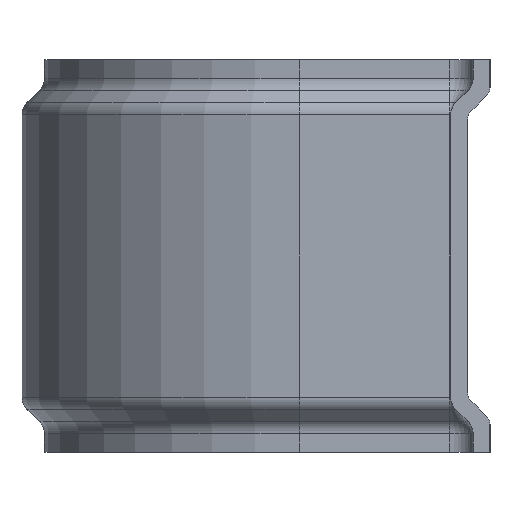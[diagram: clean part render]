
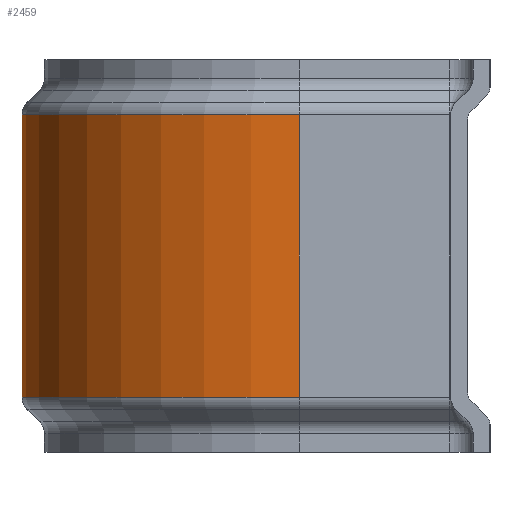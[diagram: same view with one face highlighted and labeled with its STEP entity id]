
A CAD part, left-side view. The second image highlights one B-rep face of the part: STEP entity #2459.
In plain terms, the highlighted cylindrical face has radius 24.7 mm (diameter 49.4 mm), a partial arc.
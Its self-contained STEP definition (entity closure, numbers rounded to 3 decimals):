
#6 = ORIENTED_EDGE ( 'NONE', *, *, #2510, .F. ) ;
#124 = CARTESIAN_POINT ( 'NONE',  ( 24.7, 17., 12.586 ) ) ;
#299 = DIRECTION ( 'NONE',  ( 0., 1., 0. ) ) ;
#353 = AXIS2_PLACEMENT_3D ( 'NONE', #2116, #1547, #299 ) ;
#963 = CARTESIAN_POINT ( 'NONE',  ( -24.7, 17., 12.586 ) ) ;
#1020 = DIRECTION ( 'NONE',  ( 0., 0., 1. ) ) ;
#1100 = CARTESIAN_POINT ( 'NONE',  ( 0., 17., 0. ) ) ;
#1108 = AXIS2_PLACEMENT_3D ( 'NONE', #3729, #1020, #1236 ) ;
#1236 = DIRECTION ( 'NONE',  ( 0., 1., 0. ) ) ;
#1242 = LINE ( 'NONE', #963, #3310 ) ;
#1429 = CARTESIAN_POINT ( 'NONE',  ( -24.7, 17., -12.586 ) ) ;
#1440 = CARTESIAN_POINT ( 'NONE',  ( 24.7, 17., 12.586 ) ) ;
#1547 = DIRECTION ( 'NONE',  ( 0., 0., 1. ) ) ;
#1670 = EDGE_CURVE ( 'NONE', #2584, #2269, #2867, .T. ) ;
#2025 = ORIENTED_EDGE ( 'NONE', *, *, #1670, .F. ) ;
#2031 = FACE_OUTER_BOUND ( 'NONE', #3415, .T. ) ;
#2038 = ORIENTED_EDGE ( 'NONE', *, *, #3163, .F. ) ;
#2075 = VERTEX_POINT ( 'NONE', #1429 ) ;
#2084 = CARTESIAN_POINT ( 'NONE',  ( 24.7, 17., -12.586 ) ) ;
#2116 = CARTESIAN_POINT ( 'NONE',  ( 0., 17., 12.586 ) ) ;
#2196 = CARTESIAN_POINT ( 'NONE',  ( -24.7, 17., 12.586 ) ) ;
#2269 = VERTEX_POINT ( 'NONE', #124 ) ;
#2447 = DIRECTION ( 'NONE',  ( 0., 0., -1. ) ) ;
#2459 = ADVANCED_FACE ( 'NONE', ( #2031 ), #3861, .T. ) ;
#2510 = EDGE_CURVE ( 'NONE', #2269, #2771, #3765, .T. ) ;
#2584 = VERTEX_POINT ( 'NONE', #2084 ) ;
#2642 = DIRECTION ( 'NONE',  ( 0., 0., 1. ) ) ;
#2693 = VECTOR ( 'NONE', #2642, 1000. ) ;
#2771 = VERTEX_POINT ( 'NONE', #2196 ) ;
#2866 = CIRCLE ( 'NONE', #1108, 24.7 ) ;
#2867 = LINE ( 'NONE', #1440, #2693 ) ;
#3163 = EDGE_CURVE ( 'NONE', #2771, #2075, #1242, .T. ) ;
#3216 = DIRECTION ( 'NONE',  ( 0., 0., 1. ) ) ;
#3310 = VECTOR ( 'NONE', #2447, 1000. ) ;
#3415 = EDGE_LOOP ( 'NONE', ( #3501, #2038, #6, #2025 ) ) ;
#3501 = ORIENTED_EDGE ( 'NONE', *, *, #3531, .T. ) ;
#3507 = DIRECTION ( 'NONE',  ( 1., 0., 0. ) ) ;
#3531 = EDGE_CURVE ( 'NONE', #2584, #2075, #2866, .T. ) ;
#3633 = AXIS2_PLACEMENT_3D ( 'NONE', #1100, #3216, #3507 ) ;
#3729 = CARTESIAN_POINT ( 'NONE',  ( 0., 17., -12.586 ) ) ;
#3765 = CIRCLE ( 'NONE', #353, 24.7 ) ;
#3861 = CYLINDRICAL_SURFACE ( 'NONE', #3633, 24.7 ) ;
